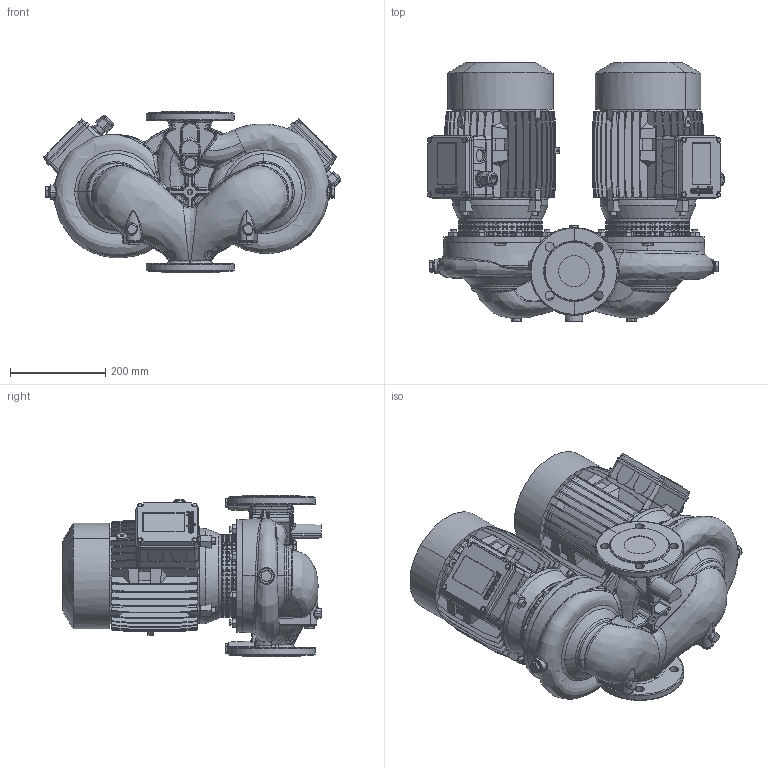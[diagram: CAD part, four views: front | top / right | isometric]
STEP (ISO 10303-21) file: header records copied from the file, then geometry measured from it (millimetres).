
FILE_DESCRIPTION (( 'STEP AP214' ), '1' );
FILE_NAME ('10015127swa00.step', '2022-07-04T10:12:12', ( '' ), ( '' ), 'SwSTEP 2.0', 'SolidWorks 2020', '' );
FILE_SCHEMA (( 'AUTOMOTIVE_DESIGN' ));
Length unit declared in the file: millimetre
Products named in the file (10): 4_66_537_REV00_SEMPLIFICATO; 90.025swp01_G38x9 OTTONE; 4.66.634swp00_Plug; 10015109swp00; 10007670swn00_M25x1.5; 4.66.634swp00_NRD 65; 10007434swp00_112 VER; 90.025swp01_G14x7,5 OTTONE; 10008150swp00_3.66.523_semplificato; 10015127swa00
Assembly tree (17 placements, depth 2):
  10015127swa00
    10015109swp00
    4.66.634swp00_NRD 65
    4.66.634swp00_Plug
    90.025swp01_G38x9 OTTONE  x2
    90.025swp01_G14x7,5 OTTONE  x4
    10008150swp00_3.66.523_semplificato  x2
    4_66_537_REV00_SEMPLIFICATO  x2
    10007434swp00_112 VER  x2
    10007670swn00_M25x1.5  x2
Bounding box: 624.92 x 543.5 x 340 mm (x, y, z)
Volume: 40393192.8 mm3; surface area: 2060078.3 mm2
Topology: 17 solids, 17 shells, 5318 faces, 14376 edges, 9221 vertices
Faces by surface type: plane 3416, bspline 803, cylinder 627, cone 438, torus 34
Entity records: 256007 total; most frequent: CARTESIAN_POINT 182082, ORIENTED_EDGE 16670, DIRECTION 12646, EDGE_CURVE 8335, VERTEX_POINT 5334, LINE 4366, VECTOR 4366, AXIS2_PLACEMENT_3D 4140
